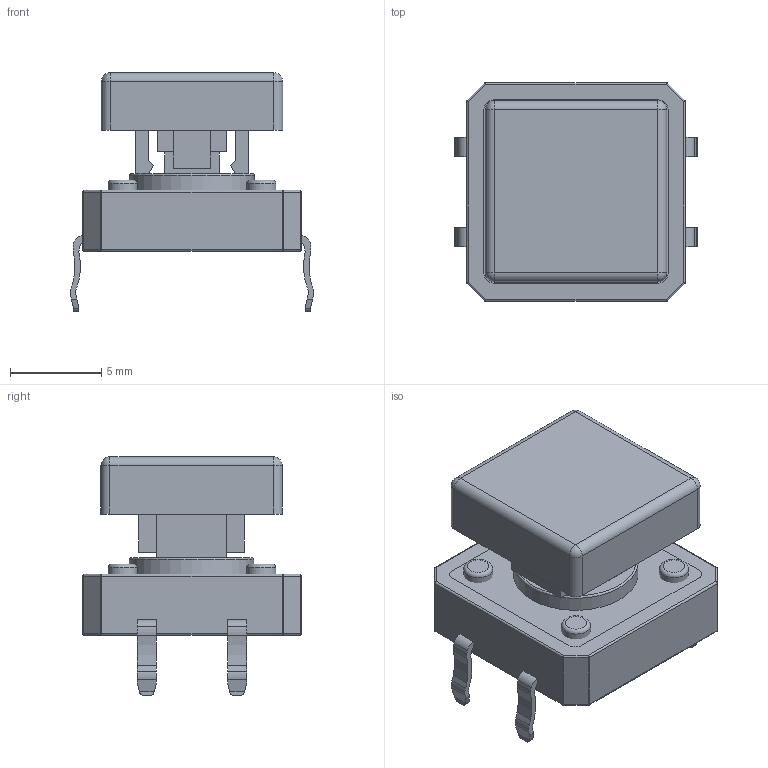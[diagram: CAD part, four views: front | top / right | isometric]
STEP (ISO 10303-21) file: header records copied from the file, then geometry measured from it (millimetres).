
FILE_DESCRIPTION(/* description */ (''),/* implementation_level */ '2;1');
FILE_NAME(/* name */ 'Switch_12mm_squareKnob.stp',/* time_stamp */ '2018-07-30T16:12:01+02:00',/* author */ ('gabri'),/* organization */ (''),/* preprocessor_version */ 'ST-DEVELOPER v17',/* originating_system */ 'Autodesk Inventor 2019',/* authorisation */ '');
FILE_SCHEMA (('AUTOMOTIVE_DESIGN { 1 0 10303 214 3 1 1 }'));
Length unit declared in the file: millimetre
Products named in the file (1): Switch_12mm_squareKnob
Bounding box: 13.35 x 12 x 13.1 mm (x, y, z)
Volume: 748.4 mm3; surface area: 1266.1 mm2
Topology: 7 solids, 7 shells, 238 faces, 577 edges, 365 vertices
Faces by surface type: plane 130, cylinder 83, sphere 20, torus 5
Full cylindrical faces by diameter (mm): 1.6 x4, 1.7 x1, 6.85 x2
Entity records: 7127 total; most frequent: DIRECTION 1241, CARTESIAN_POINT 1181, ORIENTED_EDGE 1154, EDGE_CURVE 577, AXIS2_PLACEMENT_3D 425, LINE 391, VECTOR 391, VERTEX_POINT 365
